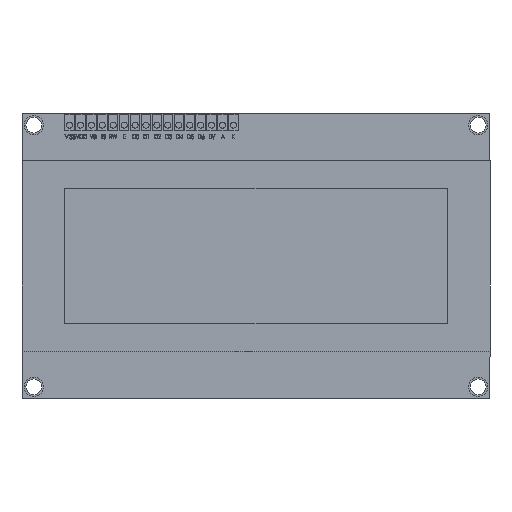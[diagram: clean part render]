
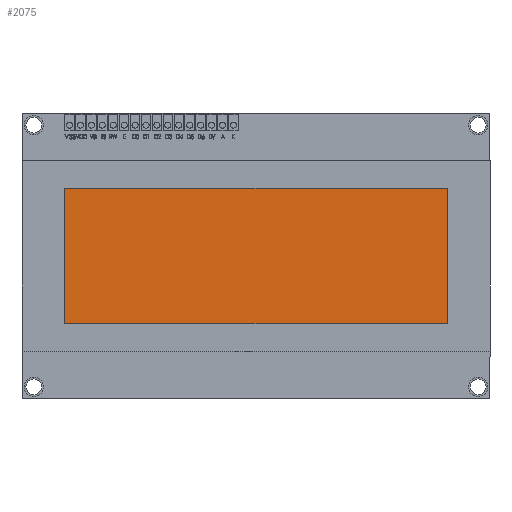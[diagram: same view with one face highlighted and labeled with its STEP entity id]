
A CAD part, top view. The second image highlights one B-rep face of the part: STEP entity #2075.
In plain terms, the highlighted planar face has unit normal (0, 0, 1).
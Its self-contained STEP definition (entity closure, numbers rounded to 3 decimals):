
#849 = EDGE_CURVE ( 'NONE', #9592, #21046, #19896, .T. ) ;
#1382 = LINE ( 'NONE', #12337, #13215 ) ;
#2075 = ADVANCED_FACE ( 'NONE', ( #34881 ), #28988, .T. ) ;
#4887 = EDGE_CURVE ( 'NONE', #13414, #9592, #10622, .T. ) ;
#5149 = DIRECTION ( 'NONE',  ( 1., 0., 0. ) ) ;
#8719 = CARTESIAN_POINT ( 'NONE',  ( 0., 0., 10.05 ) ) ;
#9592 = VERTEX_POINT ( 'NONE', #15886 ) ;
#9998 = CARTESIAN_POINT ( 'NONE',  ( 40.25, -14.25, 10.05 ) ) ;
#10622 = LINE ( 'NONE', #19285, #13536 ) ;
#10984 = EDGE_LOOP ( 'NONE', ( #17404, #22159, #24268, #25703 ) ) ;
#11270 = VERTEX_POINT ( 'NONE', #22211 ) ;
#12337 = CARTESIAN_POINT ( 'NONE',  ( 40.25, 14.25, 10.05 ) ) ;
#13215 = VECTOR ( 'NONE', #35629, 1000. ) ;
#13414 = VERTEX_POINT ( 'NONE', #21500 ) ;
#13536 = VECTOR ( 'NONE', #36978, 1000. ) ;
#13894 = VECTOR ( 'NONE', #18434, 1000. ) ;
#14512 = DIRECTION ( 'NONE',  ( 0., 0., 1. ) ) ;
#15886 = CARTESIAN_POINT ( 'NONE',  ( -40.25, -14.25, 10.05 ) ) ;
#17404 = ORIENTED_EDGE ( 'NONE', *, *, #4887, .T. ) ;
#18434 = DIRECTION ( 'NONE',  ( 0., 1., 0. ) ) ;
#19285 = CARTESIAN_POINT ( 'NONE',  ( -40.25, -14.25, 10.05 ) ) ;
#19896 = LINE ( 'NONE', #30957, #36394 ) ;
#21046 = VERTEX_POINT ( 'NONE', #23741 ) ;
#21500 = CARTESIAN_POINT ( 'NONE',  ( -40.25, 14.25, 10.05 ) ) ;
#22159 = ORIENTED_EDGE ( 'NONE', *, *, #849, .T. ) ;
#22211 = CARTESIAN_POINT ( 'NONE',  ( 40.25, 14.25, 10.05 ) ) ;
#23741 = CARTESIAN_POINT ( 'NONE',  ( 40.25, -14.25, 10.05 ) ) ;
#24268 = ORIENTED_EDGE ( 'NONE', *, *, #36425, .T. ) ;
#25162 = EDGE_CURVE ( 'NONE', #11270, #13414, #1382, .T. ) ;
#25703 = ORIENTED_EDGE ( 'NONE', *, *, #25162, .T. ) ;
#26129 = DIRECTION ( 'NONE',  ( 1., 0., 0. ) ) ;
#28988 = PLANE ( 'NONE',  #36275 ) ;
#29898 = LINE ( 'NONE', #9998, #13894 ) ;
#30957 = CARTESIAN_POINT ( 'NONE',  ( 40.25, -14.25, 10.05 ) ) ;
#34881 = FACE_OUTER_BOUND ( 'NONE', #10984, .T. ) ;
#35629 = DIRECTION ( 'NONE',  ( -1., 0., 0. ) ) ;
#36275 = AXIS2_PLACEMENT_3D ( 'NONE', #8719, #14512, #26129 ) ;
#36394 = VECTOR ( 'NONE', #5149, 1000. ) ;
#36425 = EDGE_CURVE ( 'NONE', #21046, #11270, #29898, .T. ) ;
#36978 = DIRECTION ( 'NONE',  ( 0., -1., 0. ) ) ;
